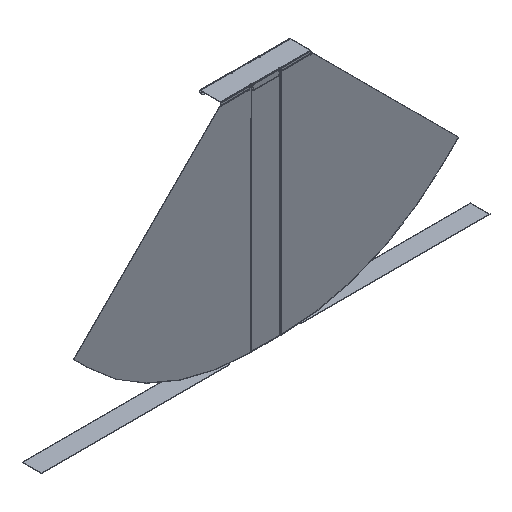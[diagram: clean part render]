
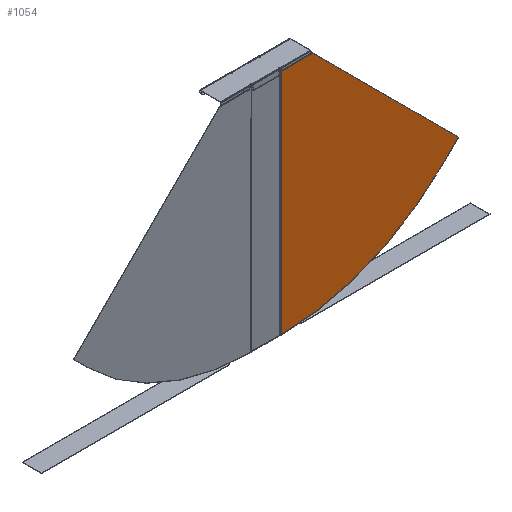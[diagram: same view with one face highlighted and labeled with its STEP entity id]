
A CAD part, isometric view. The second image highlights one B-rep face of the part: STEP entity #1054.
In plain terms, the highlighted planar face has unit normal (0, -1, 0).
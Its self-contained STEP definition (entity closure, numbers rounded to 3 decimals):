
#34 = PLANE ( 'NONE',  #3526 ) ;
#105 = VECTOR ( 'NONE', #3145, 1000. ) ;
#189 = CARTESIAN_POINT ( 'NONE',  ( 43.995, -2.5, -7. ) ) ;
#205 = LINE ( 'NONE', #1215, #3242 ) ;
#243 = DIRECTION ( 'NONE',  ( -0.707, 0., 0.707 ) ) ;
#249 = VECTOR ( 'NONE', #243, 1000. ) ;
#383 = VERTEX_POINT ( 'NONE', #2311 ) ;
#387 = EDGE_CURVE ( 'NONE', #629, #3751, #2040, .T. ) ;
#548 = VERTEX_POINT ( 'NONE', #3422 ) ;
#555 = CARTESIAN_POINT ( 'NONE',  ( 38.182, -2.5, 2.25 ) ) ;
#578 = CARTESIAN_POINT ( 'NONE',  ( 43.995, -2.5, -7. ) ) ;
#629 = VERTEX_POINT ( 'NONE', #3999 ) ;
#642 = AXIS2_PLACEMENT_3D ( 'NONE', #2443, #1213, #838 ) ;
#746 = CARTESIAN_POINT ( 'NONE',  ( 119.995, -2.5, -7. ) ) ;
#798 = ORIENTED_EDGE ( 'NONE', *, *, #2835, .F. ) ;
#831 = VERTEX_POINT ( 'NONE', #189 ) ;
#838 = DIRECTION ( 'NONE',  ( 0., 0., 1. ) ) ;
#1006 = ORIENTED_EDGE ( 'NONE', *, *, #1322, .T. ) ;
#1042 = ORIENTED_EDGE ( 'NONE', *, *, #1191, .T. ) ;
#1054 = ADVANCED_FACE ( 'NONE', ( #3278 ), #34, .F. ) ;
#1080 = CARTESIAN_POINT ( 'NONE',  ( 492.965, -2.5, -379.97 ) ) ;
#1108 = DIRECTION ( 'NONE',  ( -1., 0., 0. ) ) ;
#1191 = EDGE_CURVE ( 'NONE', #3751, #831, #4012, .T. ) ;
#1213 = DIRECTION ( 'NONE',  ( 0., -1., 0. ) ) ;
#1215 = CARTESIAN_POINT ( 'NONE',  ( 455.34, -2.5, -417.595 ) ) ;
#1221 = ORIENTED_EDGE ( 'NONE', *, *, #387, .T. ) ;
#1291 = EDGE_CURVE ( 'NONE', #831, #383, #3149, .T. ) ;
#1322 = EDGE_CURVE ( 'NONE', #1513, #548, #3081, .T. ) ;
#1513 = VERTEX_POINT ( 'NONE', #1973 ) ;
#1745 = DIRECTION ( 'NONE',  ( -0.707, 0., 0.707 ) ) ;
#1865 = VECTOR ( 'NONE', #1108, 1000. ) ;
#1876 = VECTOR ( 'NONE', #1745, 1000. ) ;
#1973 = CARTESIAN_POINT ( 'NONE',  ( 38.182, -2.5, -591.494 ) ) ;
#2040 = LINE ( 'NONE', #1080, #1876 ) ;
#2166 = LINE ( 'NONE', #555, #105 ) ;
#2311 = CARTESIAN_POINT ( 'NONE',  ( 38.182, -2.5, -1.187 ) ) ;
#2380 = EDGE_CURVE ( 'NONE', #548, #629, #205, .T. ) ;
#2443 = CARTESIAN_POINT ( 'NONE',  ( 35.495, -2.5, 2.25 ) ) ;
#2559 = ORIENTED_EDGE ( 'NONE', *, *, #1291, .T. ) ;
#2592 = DIRECTION ( 'NONE',  ( 0., 1., 0. ) ) ;
#2780 = DIRECTION ( 'NONE',  ( 0.707, 0., 0.707 ) ) ;
#2835 = EDGE_CURVE ( 'NONE', #1513, #383, #2166, .T. ) ;
#3081 = CIRCLE ( 'NONE', #642, 593.75 ) ;
#3145 = DIRECTION ( 'NONE',  ( 0., 0., 1. ) ) ;
#3149 = LINE ( 'NONE', #578, #249 ) ;
#3242 = VECTOR ( 'NONE', #2780, 1000. ) ;
#3278 = FACE_OUTER_BOUND ( 'NONE', #3812, .T. ) ;
#3297 = CARTESIAN_POINT ( 'NONE',  ( 35.495, -2.5, 2.25 ) ) ;
#3422 = CARTESIAN_POINT ( 'NONE',  ( 455.34, -2.5, -417.595 ) ) ;
#3525 = DIRECTION ( 'NONE',  ( 0., 0., 1. ) ) ;
#3526 = AXIS2_PLACEMENT_3D ( 'NONE', #3297, #2592, #3525 ) ;
#3751 = VERTEX_POINT ( 'NONE', #746 ) ;
#3812 = EDGE_LOOP ( 'NONE', ( #1006, #4051, #1221, #1042, #2559, #798 ) ) ;
#3967 = CARTESIAN_POINT ( 'NONE',  ( 119.995, -2.5, -7. ) ) ;
#3999 = CARTESIAN_POINT ( 'NONE',  ( 492.965, -2.5, -379.97 ) ) ;
#4012 = LINE ( 'NONE', #3967, #1865 ) ;
#4051 = ORIENTED_EDGE ( 'NONE', *, *, #2380, .T. ) ;
